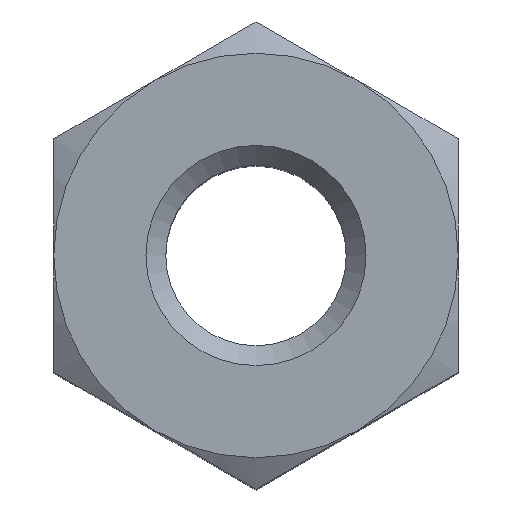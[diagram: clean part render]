
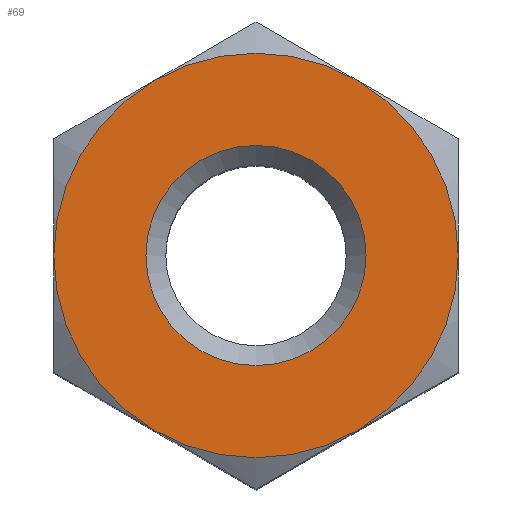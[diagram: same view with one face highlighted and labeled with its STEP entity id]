
A CAD part, top view. The second image highlights one B-rep face of the part: STEP entity #69.
In plain terms, the highlighted planar face has unit normal (0, 0, 1).
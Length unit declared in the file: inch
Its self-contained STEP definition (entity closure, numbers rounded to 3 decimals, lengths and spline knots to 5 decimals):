
#69 = ADVANCED_FACE( '', ( #146, #147 ), #148, .F. );
#146 = FACE_OUTER_BOUND( '', #227, .T. );
#147 = FACE_BOUND( '', #228, .T. );
#148 = PLANE( '', #229 );
#227 = EDGE_LOOP( '', ( #354, #355, #356, #357, #358, #359 ) );
#228 = EDGE_LOOP( '', ( #360 ) );
#229 = AXIS2_PLACEMENT_3D( '', #361, #362, #363 );
#354 = ORIENTED_EDGE( '', *, *, #490, .F. );
#355 = ORIENTED_EDGE( '', *, *, #481, .F. );
#356 = ORIENTED_EDGE( '', *, *, #472, .F. );
#357 = ORIENTED_EDGE( '', *, *, #491, .F. );
#358 = ORIENTED_EDGE( '', *, *, #492, .F. );
#359 = ORIENTED_EDGE( '', *, *, #493, .F. );
#360 = ORIENTED_EDGE( '', *, *, #494, .T. );
#361 = CARTESIAN_POINT( '', ( 0., 0., 0. ) );
#362 = DIRECTION( '', ( 0., 0., -1. ) );
#363 = DIRECTION( '', ( -1., 0., 0. ) );
#472 = EDGE_CURVE( '', #547, #553, #555, .T. );
#481 = EDGE_CURVE( '', #553, #567, #568, .T. );
#490 = EDGE_CURVE( '', #567, #580, #581, .T. );
#491 = EDGE_CURVE( '', #520, #547, #582, .T. );
#492 = EDGE_CURVE( '', #583, #520, #584, .T. );
#493 = EDGE_CURVE( '', #580, #583, #585, .T. );
#494 = EDGE_CURVE( '', #586, #586, #587, .T. );
#520 = VERTEX_POINT( '', #617 );
#547 = VERTEX_POINT( '', #675 );
#553 = VERTEX_POINT( '', #690 );
#555 = CIRCLE( '', #697, 0.1085 );
#567 = VERTEX_POINT( '', #725 );
#568 = CIRCLE( '', #726, 0.1085 );
#580 = VERTEX_POINT( '', #741 );
#581 = CIRCLE( '', #742, 0.1085 );
#582 = CIRCLE( '', #743, 0.1085 );
#583 = VERTEX_POINT( '', #744 );
#584 = CIRCLE( '', #745, 0.1085 );
#585 = CIRCLE( '', #746, 0.1085 );
#586 = VERTEX_POINT( '', #747 );
#587 = CIRCLE( '', #748, 0.05906 );
#617 = CARTESIAN_POINT( '', ( 0.05425, -0.09396, 0. ) );
#675 = CARTESIAN_POINT( '', ( -0.05425, -0.09396, 0. ) );
#690 = CARTESIAN_POINT( '', ( -0.1085, 0., 0. ) );
#697 = AXIS2_PLACEMENT_3D( '', #837, #838, #839 );
#725 = CARTESIAN_POINT( '', ( -0.05425, 0.09396, 0. ) );
#726 = AXIS2_PLACEMENT_3D( '', #844, #845, #846 );
#741 = CARTESIAN_POINT( '', ( 0.05425, 0.09396, 0. ) );
#742 = AXIS2_PLACEMENT_3D( '', #859, #860, #861 );
#743 = AXIS2_PLACEMENT_3D( '', #862, #863, #864 );
#744 = CARTESIAN_POINT( '', ( 0.1085, 0., 0. ) );
#745 = AXIS2_PLACEMENT_3D( '', #865, #866, #867 );
#746 = AXIS2_PLACEMENT_3D( '', #868, #869, #870 );
#747 = CARTESIAN_POINT( '', ( -0.05906, 0., 0. ) );
#748 = AXIS2_PLACEMENT_3D( '', #871, #872, #873 );
#837 = CARTESIAN_POINT( '', ( 0., 0., 0. ) );
#838 = DIRECTION( '', ( 0., 0., -1. ) );
#839 = DIRECTION( '', ( -1., 0., 0. ) );
#844 = CARTESIAN_POINT( '', ( 0., 0., 0. ) );
#845 = DIRECTION( '', ( 0., 0., -1. ) );
#846 = DIRECTION( '', ( -1., 0., 0. ) );
#859 = CARTESIAN_POINT( '', ( 0., 0., 0. ) );
#860 = DIRECTION( '', ( 0., 0., -1. ) );
#861 = DIRECTION( '', ( -1., 0., 0. ) );
#862 = CARTESIAN_POINT( '', ( 0., 0., 0. ) );
#863 = DIRECTION( '', ( 0., 0., -1. ) );
#864 = DIRECTION( '', ( -1., 0., 0. ) );
#865 = CARTESIAN_POINT( '', ( 0., 0., 0. ) );
#866 = DIRECTION( '', ( 0., 0., -1. ) );
#867 = DIRECTION( '', ( -1., 0., 0. ) );
#868 = CARTESIAN_POINT( '', ( 0., 0., 0. ) );
#869 = DIRECTION( '', ( 0., 0., -1. ) );
#870 = DIRECTION( '', ( -1., 0., 0. ) );
#871 = CARTESIAN_POINT( '', ( 0., 0., 0. ) );
#872 = DIRECTION( '', ( 0., 0., -1. ) );
#873 = DIRECTION( '', ( -1., 0., 0. ) );
